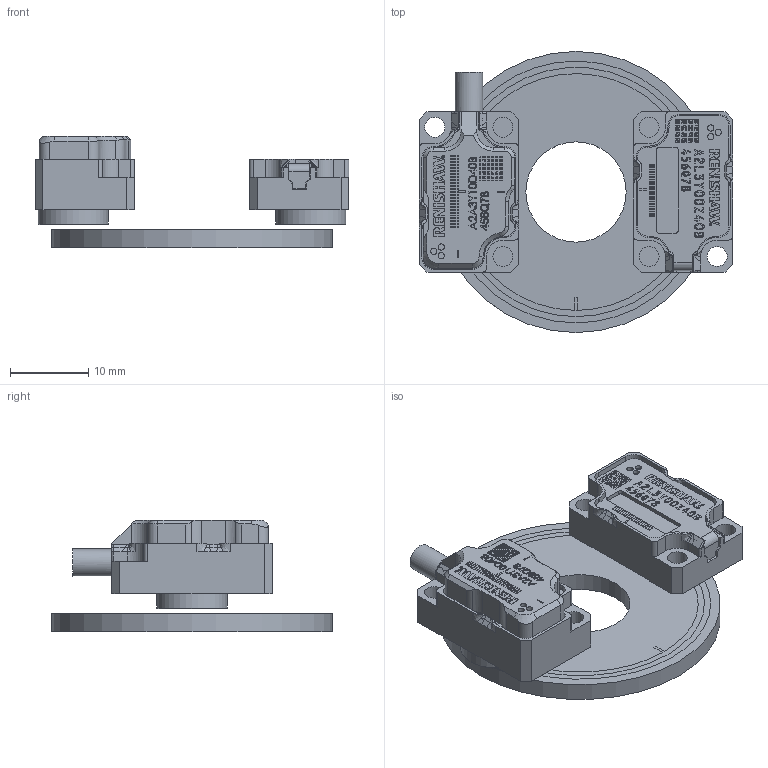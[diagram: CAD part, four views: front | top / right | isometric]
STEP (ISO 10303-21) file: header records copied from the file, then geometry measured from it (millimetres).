
FILE_DESCRIPTION(/* description */ (''),/* implementation_level */ '2;1');
FILE_NAME(/* name */ '36mm DISK 20um.stp',/* time_stamp */ '2019-07-04T15:51:17+01:00',/* author */ (''),/* organization */ (''),/* preprocessor_version */ 'ST-DEVELOPER v16',/* originating_system */ 'SIEMENS PLM Software NX 10.0',/* authorisation */ '');
FILE_SCHEMA (('AP203_CONFIGURATION_CONTROLLED_3D_DESIGN_OF_MECHANICAL_PARTS_AND_ASSEMBLIES_MIM_LF { 1 0 10303 403 2 1 2}'));
Products named in the file (1): lg141F58A2CF4c0z
Bounding box: 40.06 x 35.9 x 14.19 mm (x, y, z)
Volume: 5544.1 mm3; surface area: 6255.7 mm2
Topology: 7 solids, 7 shells, 1909 faces, 5164 edges, 3420 vertices
Faces by surface type: plane 1380, cylinder 276, extrusion 143, bspline 56, cone 54
Full cylindrical faces by diameter (mm): 0.1 x1, 0.35 x1, 0.8 x9, 2.55 x6, 2.9 x2, 3.5 x1, 7.5 x2, 8.949 x2, 12.8 x1, 35.9 x1
Entity records: 64937 total; most frequent: CARTESIAN_POINT 19447, ORIENTED_EDGE 10254, DIRECTION 7844, EDGE_CURVE 5127, VERTEX_POINT 3414, VECTOR 3138, LINE 2995, AXIS2_PLACEMENT_3D 2353
